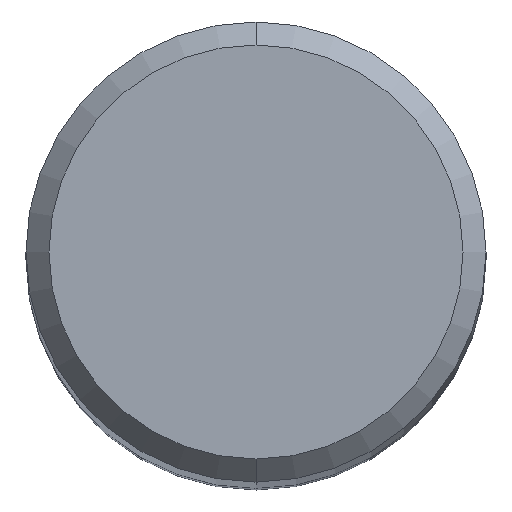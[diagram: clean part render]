
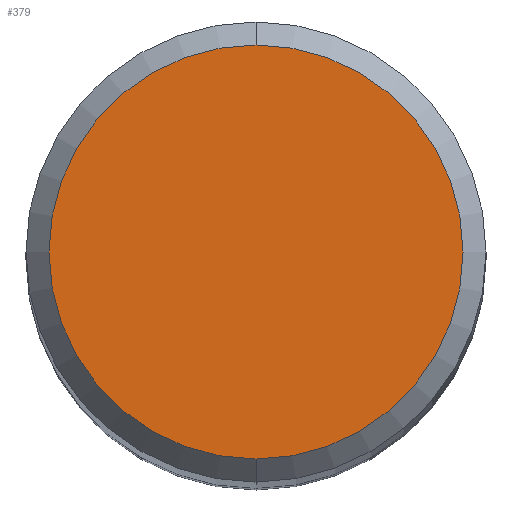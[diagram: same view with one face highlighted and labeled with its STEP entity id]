
A CAD part, top view. The second image highlights one B-rep face of the part: STEP entity #379.
In plain terms, the highlighted planar face has unit normal (0, 0, 1).
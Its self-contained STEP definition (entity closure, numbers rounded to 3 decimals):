
#273=VERTEX_POINT('',#563);
#379=ADVANCED_FACE('',(#677),#678,.T.);
#385=EDGE_CURVE('',#273,#411,#684,.T.);
#403=EDGE_CURVE('',#411,#273,#702,.T.);
#411=VERTEX_POINT('',#712);
#563=CARTESIAN_POINT('',(0.0,3.6,0.0));
#677=FACE_OUTER_BOUND('',#1226,.T.);
#678=PLANE('',#1227);
#684=CIRCLE('',#1267,3.6);
#702=CIRCLE('',#1293,3.6);
#712=CARTESIAN_POINT('',(0.,-3.6,0.0));
#1226=EDGE_LOOP('',(#1602,#1603));
#1227=AXIS2_PLACEMENT_3D('',#1604,#1605,#1606);
#1267=AXIS2_PLACEMENT_3D('',#1607,#1608,#1609);
#1293=AXIS2_PLACEMENT_3D('',#1616,#1617,#1618);
#1602=ORIENTED_EDGE('',*,*,#385,.F.);
#1603=ORIENTED_EDGE('',*,*,#403,.F.);
#1604=CARTESIAN_POINT('',(0.0,1.8,0.0));
#1605=DIRECTION('',(-0.0,0.0,1.0));
#1606=DIRECTION('',(0.0,-1.0,0.0));
#1607=CARTESIAN_POINT('',(0.0,0.0,0.0));
#1608=DIRECTION('',(0.0,0.0,-1.0));
#1609=DIRECTION('',(0.0,1.0,0.0));
#1616=CARTESIAN_POINT('',(0.0,0.0,0.0));
#1617=DIRECTION('',(0.0,0.0,-1.0));
#1618=DIRECTION('',(0.0,1.0,0.0));
